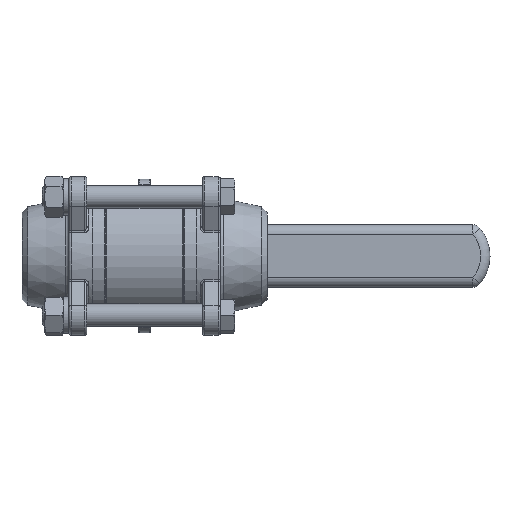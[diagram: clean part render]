
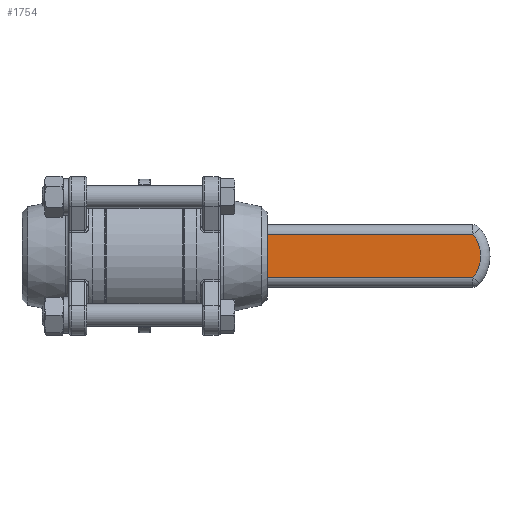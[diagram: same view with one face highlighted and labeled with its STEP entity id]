
A CAD part, front view. The second image highlights one B-rep face of the part: STEP entity #1754.
In plain terms, the highlighted planar face has unit normal (0, -1, 0).
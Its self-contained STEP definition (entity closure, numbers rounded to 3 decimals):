
#1754 = ADVANCED_FACE ( 'NONE', ( #17064 ), #17078, .F. ) ;
#3183 = CARTESIAN_POINT ( 'NONE',  ( 55., 76.45, 9.75 ) ) ;
#3188 = CARTESIAN_POINT ( 'NONE',  ( 55., 76.45, -9.75 ) ) ;
#3202 = CARTESIAN_POINT ( 'NONE',  ( 147.226, 76.45, -9.75 ) ) ;
#3205 = CARTESIAN_POINT ( 'NONE',  ( 147.226, 76.45, 9.75 ) ) ;
#16056 = VECTOR ( 'NONE', #51510, 1000. ) ;
#16058 = VECTOR ( 'NONE', #51531, 1000. ) ;
#16059 = CIRCLE ( 'NONE', #16061, 15.25 ) ;
#16061 = AXIS2_PLACEMENT_3D ( 'NONE', #51537, #51538, #51539 ) ;
#16062 = VECTOR ( 'NONE', #51559, 1000. ) ;
#17064 = FACE_OUTER_BOUND ( 'NONE', #38750, .T. ) ;
#17078 = PLANE ( 'NONE',  #47568 ) ;
#17088 = CARTESIAN_POINT ( 'NONE',  ( 155., 76.45, 117.357 ) ) ;
#17089 = DIRECTION ( 'NONE',  ( 0., 1., 0. ) ) ;
#17090 = DIRECTION ( 'NONE',  ( -1., 0., 0. ) ) ;
#17877 = VERTEX_POINT ( 'NONE', #3183 ) ;
#17881 = VERTEX_POINT ( 'NONE', #3188 ) ;
#17890 = VERTEX_POINT ( 'NONE', #3202 ) ;
#17892 = VERTEX_POINT ( 'NONE', #3205 ) ;
#20720 = EDGE_CURVE ( 'NONE', #17877, #17881, #51507, .T. ) ;
#20722 = EDGE_CURVE ( 'NONE', #17881, #17890, #51529, .T. ) ;
#20724 = EDGE_CURVE ( 'NONE', #17890, #17892, #16059, .T. ) ;
#20726 = EDGE_CURVE ( 'NONE', #17892, #17877, #51557, .T. ) ;
#35394 = ORIENTED_EDGE ( 'NONE', *, *, #20720, .T. ) ;
#35395 = ORIENTED_EDGE ( 'NONE', *, *, #20722, .T. ) ;
#35397 = ORIENTED_EDGE ( 'NONE', *, *, #20724, .T. ) ;
#35399 = ORIENTED_EDGE ( 'NONE', *, *, #20726, .T. ) ;
#38750 = EDGE_LOOP ( 'NONE', ( #35394, #35395, #35397, #35399 ) ) ;
#47568 = AXIS2_PLACEMENT_3D ( 'NONE', #17088, #17089, #17090 ) ;
#51507 = LINE ( 'NONE', #51509, #16056 ) ;
#51509 = CARTESIAN_POINT ( 'NONE',  ( 55., 76.45, 117.357 ) ) ;
#51510 = DIRECTION ( 'NONE',  ( 0., 0., -1. ) ) ;
#51529 = LINE ( 'NONE', #51530, #16058 ) ;
#51530 = CARTESIAN_POINT ( 'NONE',  ( 149.074, 76.45, -9.75 ) ) ;
#51531 = DIRECTION ( 'NONE',  ( 1., 0., 0. ) ) ;
#51537 = CARTESIAN_POINT ( 'NONE',  ( 135.5, 76.45, 0. ) ) ;
#51538 = DIRECTION ( 'NONE',  ( 0., -1., 0. ) ) ;
#51539 = DIRECTION ( 'NONE',  ( -1., 0., 0. ) ) ;
#51557 = LINE ( 'NONE', #51558, #16062 ) ;
#51558 = CARTESIAN_POINT ( 'NONE',  ( 155., 76.45, 9.75 ) ) ;
#51559 = DIRECTION ( 'NONE',  ( -1., 0., 0. ) ) ;
